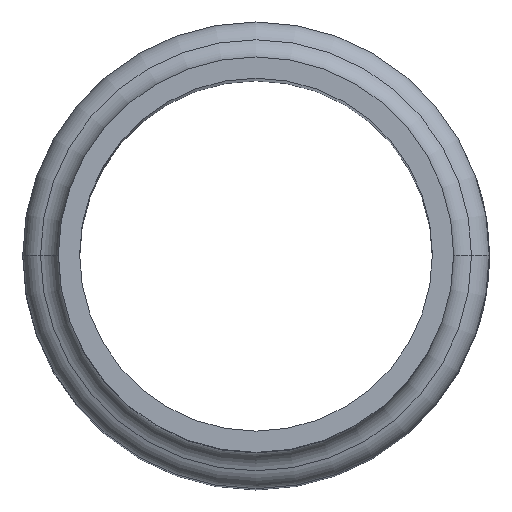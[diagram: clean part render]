
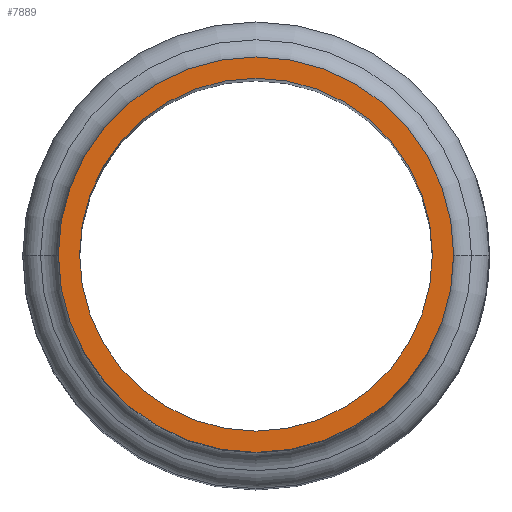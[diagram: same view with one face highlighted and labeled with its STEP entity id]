
A CAD part, top view. The second image highlights one B-rep face of the part: STEP entity #7889.
In plain terms, the highlighted planar face has unit normal (0, 0, 1).
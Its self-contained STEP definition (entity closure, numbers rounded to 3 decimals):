
#120 = AXIS2_PLACEMENT_3D ( 'NONE', #11383, #11105, #2703 ) ;
#372 = CARTESIAN_POINT ( 'NONE',  ( 0., 0., 0. ) ) ;
#1604 = FACE_OUTER_BOUND ( 'NONE', #24075, .T. ) ;
#2483 = DIRECTION ( 'NONE',  ( 1., 0., 0. ) ) ;
#2703 = DIRECTION ( 'NONE',  ( 1., 0., 0. ) ) ;
#2736 = ORIENTED_EDGE ( 'NONE', *, *, #17024, .T. ) ;
#3585 = CARTESIAN_POINT ( 'NONE',  ( -21.55, 0., 0. ) ) ;
#4399 = DIRECTION ( 'NONE',  ( 1., 0., 0. ) ) ;
#5121 = CARTESIAN_POINT ( 'NONE',  ( 21.55, 0., 0. ) ) ;
#5306 = ORIENTED_EDGE ( 'NONE', *, *, #10064, .T. ) ;
#5796 = FACE_BOUND ( 'NONE', #6035, .T. ) ;
#5915 = AXIS2_PLACEMENT_3D ( 'NONE', #7625, #20506, #14339 ) ;
#6035 = EDGE_LOOP ( 'NONE', ( #26306, #8702 ) ) ;
#6496 = DIRECTION ( 'NONE',  ( 0., 0., 1. ) ) ;
#6866 = AXIS2_PLACEMENT_3D ( 'NONE', #11199, #24356, #17768 ) ;
#7625 = CARTESIAN_POINT ( 'NONE',  ( 0., 22.55, 0. ) ) ;
#7839 = VERTEX_POINT ( 'NONE', #24982 ) ;
#7889 = ADVANCED_FACE ( 'NONE', ( #5796, #1604 ), #14074, .F. ) ;
#8702 = ORIENTED_EDGE ( 'NONE', *, *, #18529, .F. ) ;
#10004 = CARTESIAN_POINT ( 'NONE',  ( -24.15, 0., 0. ) ) ;
#10064 = EDGE_CURVE ( 'NONE', #7839, #12662, #22207, .T. ) ;
#10916 = VERTEX_POINT ( 'NONE', #3585 ) ;
#11105 = DIRECTION ( 'NONE',  ( 0., 0., 1. ) ) ;
#11199 = CARTESIAN_POINT ( 'NONE',  ( 0., 0., 0. ) ) ;
#11383 = CARTESIAN_POINT ( 'NONE',  ( 0., 0., 0. ) ) ;
#12638 = CIRCLE ( 'NONE', #27395, 21.55 ) ;
#12662 = VERTEX_POINT ( 'NONE', #10004 ) ;
#12832 = DIRECTION ( 'NONE',  ( 0., 0., 1. ) ) ;
#14074 = PLANE ( 'NONE',  #5915 ) ;
#14339 = DIRECTION ( 'NONE',  ( -1., 0., 0. ) ) ;
#17024 = EDGE_CURVE ( 'NONE', #12662, #7839, #20683, .T. ) ;
#17127 = CARTESIAN_POINT ( 'NONE',  ( 0., 0., 0. ) ) ;
#17269 = EDGE_CURVE ( 'NONE', #24491, #10916, #12638, .T. ) ;
#17768 = DIRECTION ( 'NONE',  ( 1., 0., 0. ) ) ;
#18529 = EDGE_CURVE ( 'NONE', #10916, #24491, #22056, .T. ) ;
#20506 = DIRECTION ( 'NONE',  ( 0., 0., -1. ) ) ;
#20683 = CIRCLE ( 'NONE', #120, 24.15 ) ;
#22056 = CIRCLE ( 'NONE', #6866, 21.55 ) ;
#22207 = CIRCLE ( 'NONE', #23084, 24.15 ) ;
#23084 = AXIS2_PLACEMENT_3D ( 'NONE', #372, #12832, #2483 ) ;
#24075 = EDGE_LOOP ( 'NONE', ( #5306, #2736 ) ) ;
#24356 = DIRECTION ( 'NONE',  ( 0., 0., 1. ) ) ;
#24491 = VERTEX_POINT ( 'NONE', #5121 ) ;
#24982 = CARTESIAN_POINT ( 'NONE',  ( 24.15, 0., 0. ) ) ;
#26306 = ORIENTED_EDGE ( 'NONE', *, *, #17269, .F. ) ;
#27395 = AXIS2_PLACEMENT_3D ( 'NONE', #17127, #6496, #4399 ) ;
